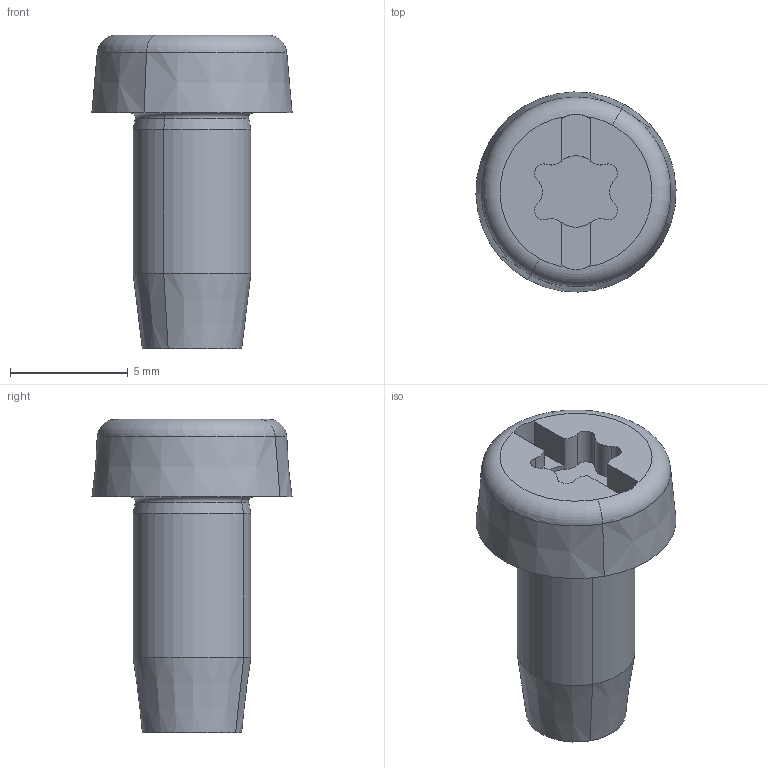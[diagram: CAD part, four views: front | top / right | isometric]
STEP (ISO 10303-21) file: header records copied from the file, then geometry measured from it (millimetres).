
FILE_DESCRIPTION(('CATIA V5R24 STEP','CAx-IF Rec.Pracs.--- Model Styling and Organization---1.2---2011-12-15'),'2;1');
FILE_NAME ('D1450411_0_1274150000_1274150000.stp','2018-02-13T07:21:38+00:00',('none'),('Weidmueller'),'CATIA Version 5-6 Release 2014 SP4 HF52','CATIA V5 STEP AP214','none');
FILE_SCHEMA(('AUTOMOTIVE_DESIGN { 1 0 10303 214 1 1 1 1 }'));
Length unit declared in the file: millimetre
Products named in the file (1): GFSC_M5x10 TX20 SET
Bounding box: 8.49 x 8.49 x 13.3 mm (x, y, z)
Volume: 339 mm3; surface area: 360.9 mm2
Topology: 1 solids, 1 shells, 37 faces, 92 edges, 58 vertices
Faces by surface type: cylinder 16, plane 11, cone 6, torus 4
Entity records: 1091 total; most frequent: CARTESIAN_POINT 187, ORIENTED_EDGE 184, DIRECTION 146, EDGE_CURVE 92, AXIS2_PLACEMENT_3D 83, VERTEX_POINT 58, CIRCLE 54, EDGE_LOOP 38
